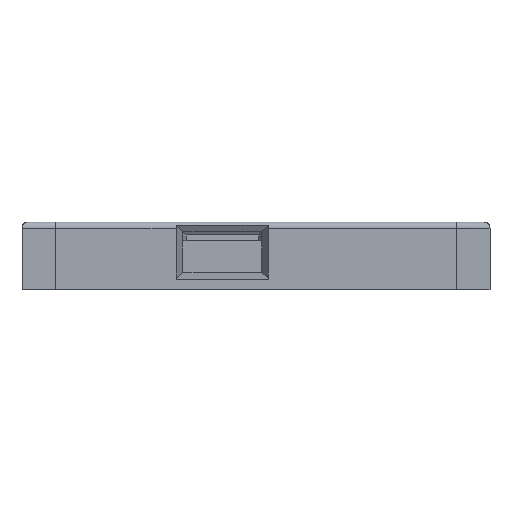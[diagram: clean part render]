
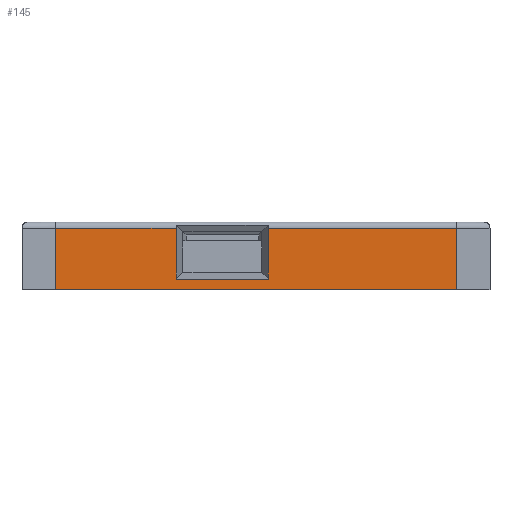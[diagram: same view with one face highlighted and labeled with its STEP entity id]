
A CAD part, front view. The second image highlights one B-rep face of the part: STEP entity #145.
In plain terms, the highlighted planar face has unit normal (0, -1, 0).
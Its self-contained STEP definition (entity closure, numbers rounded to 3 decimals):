
#145=ADVANCED_FACE('',(#259),#1764,.T.);
#259=FACE_OUTER_BOUND('',#395,.T.);
#395=EDGE_LOOP('',(#934,#935,#936,#937,#938,#939,#940,#941));
#934=ORIENTED_EDGE('',*,*,#1234,.F.);
#935=ORIENTED_EDGE('',*,*,#1242,.T.);
#936=ORIENTED_EDGE('',*,*,#1124,.F.);
#937=ORIENTED_EDGE('',*,*,#991,.T.);
#938=ORIENTED_EDGE('',*,*,#1133,.T.);
#939=ORIENTED_EDGE('',*,*,#1149,.T.);
#940=ORIENTED_EDGE('',*,*,#1233,.F.);
#941=ORIENTED_EDGE('',*,*,#1232,.F.);
#991=EDGE_CURVE('',#1553,#1554,#1364,.T.);
#1124=EDGE_CURVE('',#1553,#1643,#1436,.T.);
#1133=EDGE_CURVE('',#1554,#1646,#1445,.T.);
#1149=EDGE_CURVE('',#1646,#1696,#1453,.T.);
#1232=EDGE_CURVE('',#1694,#1695,#1516,.T.);
#1233=EDGE_CURVE('',#1695,#1696,#1517,.T.);
#1234=EDGE_CURVE('',#1697,#1694,#1518,.T.);
#1242=EDGE_CURVE('',#1697,#1643,#1525,.T.);
#1364=B_SPLINE_CURVE_WITH_KNOTS('',1,(#2569,#2570),.UNSPECIFIED.,.F.,.F.,
(2,2),(0.,63.789),.UNSPECIFIED.);
#1436=B_SPLINE_CURVE_WITH_KNOTS('',1,(#3026,#3027),.UNSPECIFIED.,.F.,.F.,
(2,2),(0.,9.754),.UNSPECIFIED.);
#1445=B_SPLINE_CURVE_WITH_KNOTS('',1,(#3044,#3045),.UNSPECIFIED.,.F.,.F.,
(2,2),(0.,9.754),.UNSPECIFIED.);
#1453=B_SPLINE_CURVE_WITH_KNOTS('',1,(#3124,#3125),.UNSPECIFIED.,.F.,.F.,
(2,2),(0.,29.921),.UNSPECIFIED.);
#1516=B_SPLINE_CURVE_WITH_KNOTS('',1,(#3306,#3307),.UNSPECIFIED.,.F.,.F.,
(2,2),(19.203,33.868),.UNSPECIFIED.);
#1517=B_SPLINE_CURVE_WITH_KNOTS('',1,(#3308,#3309),.UNSPECIFIED.,.F.,.F.,
(2,2),(12.332,18.126),.UNSPECIFIED.);
#1518=B_SPLINE_CURVE_WITH_KNOTS('',1,(#3310,#3311),.UNSPECIFIED.,.F.,.F.,
(2,2),(31.205,36.998),.UNSPECIFIED.);
#1525=B_SPLINE_CURVE_WITH_KNOTS('',1,(#3338,#3339),.UNSPECIFIED.,.F.,.F.,
(2,2),(44.587,63.789),.UNSPECIFIED.);
#1553=VERTEX_POINT('',#2372);
#1554=VERTEX_POINT('',#2373);
#1643=VERTEX_POINT('',#2462);
#1646=VERTEX_POINT('',#2465);
#1694=VERTEX_POINT('',#2513);
#1695=VERTEX_POINT('',#2514);
#1696=VERTEX_POINT('',#2515);
#1697=VERTEX_POINT('',#2516);
#1764=PLANE('',#1878);
#1878=AXIS2_PLACEMENT_3D('',#2154,#1980,$);
#1980=DIRECTION('',(0.,-1.,0.));
#2154=CARTESIAN_POINT('',(5.304,-4.5,1.65));
#2372=CARTESIAN_POINT('',(5.304,-4.5,1.65));
#2373=CARTESIAN_POINT('',(69.093,-4.5,1.65));
#2462=CARTESIAN_POINT('',(5.304,-4.5,11.404));
#2465=CARTESIAN_POINT('',(69.093,-4.5,11.404));
#2513=CARTESIAN_POINT('',(24.506,-4.5,3.332));
#2514=CARTESIAN_POINT('',(39.172,-4.5,3.332));
#2515=CARTESIAN_POINT('',(39.172,-4.5,11.404));
#2516=CARTESIAN_POINT('',(24.506,-4.5,11.404));
#2569=CARTESIAN_POINT('',(5.304,-4.5,1.65));
#2570=CARTESIAN_POINT('',(69.093,-4.5,1.65));
#3026=CARTESIAN_POINT('',(5.304,-4.5,1.65));
#3027=CARTESIAN_POINT('',(5.304,-4.5,11.404));
#3044=CARTESIAN_POINT('',(69.093,-4.5,1.65));
#3045=CARTESIAN_POINT('',(69.093,-4.5,11.404));
#3124=CARTESIAN_POINT('',(69.093,-4.5,11.404));
#3125=CARTESIAN_POINT('',(39.172,-4.5,11.404));
#3306=CARTESIAN_POINT('',(24.506,-4.5,3.332));
#3307=CARTESIAN_POINT('',(39.172,-4.5,3.332));
#3308=CARTESIAN_POINT('',(39.172,-4.5,3.332));
#3309=CARTESIAN_POINT('',(39.172,-4.5,11.404));
#3310=CARTESIAN_POINT('',(24.506,-4.5,11.404));
#3311=CARTESIAN_POINT('',(24.506,-4.5,3.332));
#3338=CARTESIAN_POINT('',(24.506,-4.5,11.404));
#3339=CARTESIAN_POINT('',(5.304,-4.5,11.404));
